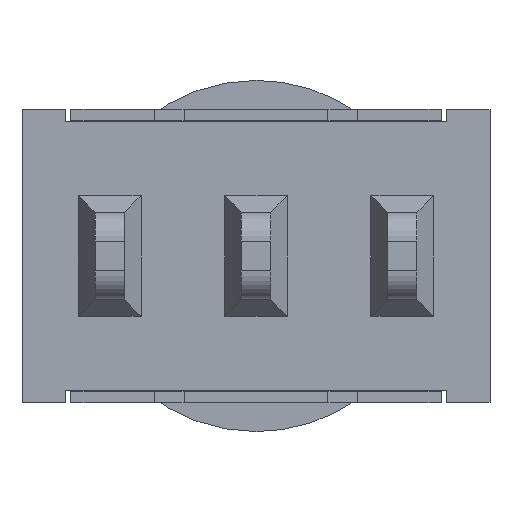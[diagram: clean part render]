
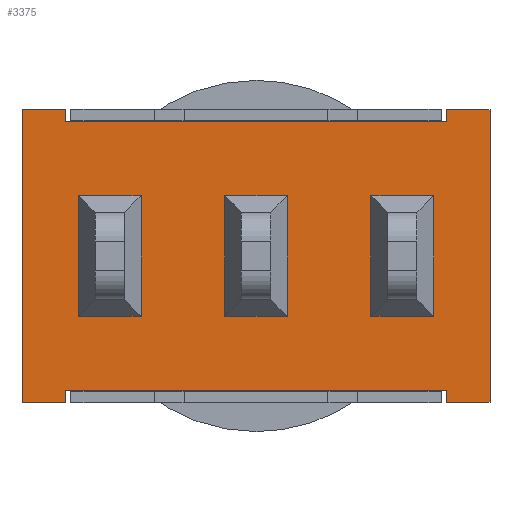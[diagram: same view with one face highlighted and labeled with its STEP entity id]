
A CAD part, front view. The second image highlights one B-rep face of the part: STEP entity #3375.
In plain terms, the highlighted planar face has unit normal (0, -1, 0).
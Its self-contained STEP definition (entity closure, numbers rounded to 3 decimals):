
#40 = ORIENTED_EDGE ( 'NONE', *, *, #888, .F. ) ;
#65 = VECTOR ( 'NONE', #1391, 1000. ) ;
#136 = CARTESIAN_POINT ( 'NONE',  ( 3.315, -8.19, 2.54 ) ) ;
#428 = CARTESIAN_POINT ( 'NONE',  ( 3.315, -8.19, -2.34 ) ) ;
#545 = CARTESIAN_POINT ( 'NONE',  ( -4.065, -8.19, -2.54 ) ) ;
#585 = VECTOR ( 'NONE', #3830, 1000. ) ;
#622 = CARTESIAN_POINT ( 'NONE',  ( 3.315, -8.19, 2.34 ) ) ;
#731 = CARTESIAN_POINT ( 'NONE',  ( -3.315, -8.19, -2.54 ) ) ;
#783 = LINE ( 'NONE', #1739, #2555 ) ;
#842 = LINE ( 'NONE', #1414, #6153 ) ;
#888 = EDGE_CURVE ( 'NONE', #4114, #1185, #2403, .T. ) ;
#890 = CARTESIAN_POINT ( 'NONE',  ( 0., -8.19, 0. ) ) ;
#979 = ORIENTED_EDGE ( 'NONE', *, *, #3750, .F. ) ;
#986 = CARTESIAN_POINT ( 'NONE',  ( -4.065, -8.19, -2.54 ) ) ;
#993 = VECTOR ( 'NONE', #1103, 1000. ) ;
#1047 = CARTESIAN_POINT ( 'NONE',  ( -3.315, -8.19, -2.34 ) ) ;
#1082 = ORIENTED_EDGE ( 'NONE', *, *, #2198, .F. ) ;
#1103 = DIRECTION ( 'NONE',  ( 1., 0., 0. ) ) ;
#1185 = VERTEX_POINT ( 'NONE', #1399 ) ;
#1209 = EDGE_CURVE ( 'NONE', #1273, #3746, #3470, .T. ) ;
#1273 = VERTEX_POINT ( 'NONE', #4599 ) ;
#1318 = CARTESIAN_POINT ( 'NONE',  ( 3.315, -8.19, -2.34 ) ) ;
#1324 = DIRECTION ( 'NONE',  ( 0., 0., -1. ) ) ;
#1377 = VERTEX_POINT ( 'NONE', #4579 ) ;
#1391 = DIRECTION ( 'NONE',  ( -1., 0., 0. ) ) ;
#1399 = CARTESIAN_POINT ( 'NONE',  ( 3.315, -8.19, -2.54 ) ) ;
#1403 = ORIENTED_EDGE ( 'NONE', *, *, #5887, .F. ) ;
#1414 = CARTESIAN_POINT ( 'NONE',  ( 3.315, -8.19, 2.34 ) ) ;
#1506 = CARTESIAN_POINT ( 'NONE',  ( -3.315, -8.19, -2.34 ) ) ;
#1542 = LINE ( 'NONE', #5380, #5546 ) ;
#1739 = CARTESIAN_POINT ( 'NONE',  ( -4.065, -8.19, 2.54 ) ) ;
#1783 = FACE_OUTER_BOUND ( 'NONE', #1910, .T. ) ;
#1910 = EDGE_LOOP ( 'NONE', ( #6018, #4879, #3491, #40, #4634, #4811, #1082, #3572, #3932, #1403, #5910, #979 ) ) ;
#2018 = LINE ( 'NONE', #5878, #3633 ) ;
#2050 = VECTOR ( 'NONE', #5392, 1000. ) ;
#2119 = DIRECTION ( 'NONE',  ( -1., 0., 0. ) ) ;
#2149 = CARTESIAN_POINT ( 'NONE',  ( 3.315, -8.19, -2.34 ) ) ;
#2198 = EDGE_CURVE ( 'NONE', #3746, #2909, #842, .T. ) ;
#2403 = LINE ( 'NONE', #986, #585 ) ;
#2499 = LINE ( 'NONE', #1047, #2050 ) ;
#2531 = LINE ( 'NONE', #4913, #5351 ) ;
#2555 = VECTOR ( 'NONE', #5098, 1000. ) ;
#2603 = EDGE_CURVE ( 'NONE', #5253, #1377, #5844, .T. ) ;
#2632 = VECTOR ( 'NONE', #1324, 1000. ) ;
#2760 = VECTOR ( 'NONE', #3696, 1000. ) ;
#2768 = EDGE_CURVE ( 'NONE', #2909, #3957, #783, .T. ) ;
#2815 = DIRECTION ( 'NONE',  ( 0., 0., 1. ) ) ;
#2831 = EDGE_CURVE ( 'NONE', #5988, #5884, #2851, .T. ) ;
#2832 = PLANE ( 'NONE',  #5145 ) ;
#2851 = LINE ( 'NONE', #428, #65 ) ;
#2909 = VERTEX_POINT ( 'NONE', #136 ) ;
#2921 = CARTESIAN_POINT ( 'NONE',  ( -4.065, -8.19, 2.54 ) ) ;
#3155 = EDGE_CURVE ( 'NONE', #5884, #5606, #2499, .T. ) ;
#3375 = ADVANCED_FACE ( 'NONE', ( #1783 ), #2832, .T. ) ;
#3470 = LINE ( 'NONE', #4374, #993 ) ;
#3491 = ORIENTED_EDGE ( 'NONE', *, *, #4826, .T. ) ;
#3572 = ORIENTED_EDGE ( 'NONE', *, *, #1209, .F. ) ;
#3633 = VECTOR ( 'NONE', #4962, 1000. ) ;
#3696 = DIRECTION ( 'NONE',  ( 0., 0., 1. ) ) ;
#3746 = VERTEX_POINT ( 'NONE', #622 ) ;
#3750 = EDGE_CURVE ( 'NONE', #5606, #5253, #1542, .T. ) ;
#3830 = DIRECTION ( 'NONE',  ( -1., 0., 0. ) ) ;
#3868 = VECTOR ( 'NONE', #5438, 1000. ) ;
#3896 = DIRECTION ( 'NONE',  ( 0., 0., -1. ) ) ;
#3932 = ORIENTED_EDGE ( 'NONE', *, *, #4409, .T. ) ;
#3957 = VERTEX_POINT ( 'NONE', #4253 ) ;
#4114 = VERTEX_POINT ( 'NONE', #4647 ) ;
#4253 = CARTESIAN_POINT ( 'NONE',  ( 4.065, -8.19, 2.54 ) ) ;
#4327 = CARTESIAN_POINT ( 'NONE',  ( -3.315, -8.19, 2.54 ) ) ;
#4374 = CARTESIAN_POINT ( 'NONE',  ( -3.315, -8.19, 2.34 ) ) ;
#4409 = EDGE_CURVE ( 'NONE', #1273, #5088, #5076, .T. ) ;
#4579 = CARTESIAN_POINT ( 'NONE',  ( -4.065, -8.19, 2.54 ) ) ;
#4599 = CARTESIAN_POINT ( 'NONE',  ( -3.315, -8.19, 2.34 ) ) ;
#4634 = ORIENTED_EDGE ( 'NONE', *, *, #5189, .F. ) ;
#4647 = CARTESIAN_POINT ( 'NONE',  ( 4.065, -8.19, -2.54 ) ) ;
#4761 = DIRECTION ( 'NONE',  ( 0., -1., 0. ) ) ;
#4811 = ORIENTED_EDGE ( 'NONE', *, *, #2768, .F. ) ;
#4826 = EDGE_CURVE ( 'NONE', #5988, #1185, #5619, .T. ) ;
#4879 = ORIENTED_EDGE ( 'NONE', *, *, #2831, .F. ) ;
#4913 = CARTESIAN_POINT ( 'NONE',  ( 4.065, -8.19, 2.54 ) ) ;
#4962 = DIRECTION ( 'NONE',  ( 1., 0., 0. ) ) ;
#5076 = LINE ( 'NONE', #6106, #2760 ) ;
#5088 = VERTEX_POINT ( 'NONE', #4327 ) ;
#5098 = DIRECTION ( 'NONE',  ( 1., 0., 0. ) ) ;
#5145 = AXIS2_PLACEMENT_3D ( 'NONE', #890, #4761, #5665 ) ;
#5189 = EDGE_CURVE ( 'NONE', #3957, #4114, #2531, .T. ) ;
#5253 = VERTEX_POINT ( 'NONE', #545 ) ;
#5351 = VECTOR ( 'NONE', #3896, 1000. ) ;
#5380 = CARTESIAN_POINT ( 'NONE',  ( -4.065, -8.19, -2.54 ) ) ;
#5392 = DIRECTION ( 'NONE',  ( 0., 0., -1. ) ) ;
#5438 = DIRECTION ( 'NONE',  ( 0., 0., 1. ) ) ;
#5546 = VECTOR ( 'NONE', #2119, 1000. ) ;
#5606 = VERTEX_POINT ( 'NONE', #731 ) ;
#5619 = LINE ( 'NONE', #2149, #2632 ) ;
#5665 = DIRECTION ( 'NONE',  ( 0., 0., -1. ) ) ;
#5844 = LINE ( 'NONE', #2921, #3868 ) ;
#5878 = CARTESIAN_POINT ( 'NONE',  ( -4.065, -8.19, 2.54 ) ) ;
#5884 = VERTEX_POINT ( 'NONE', #1506 ) ;
#5887 = EDGE_CURVE ( 'NONE', #1377, #5088, #2018, .T. ) ;
#5910 = ORIENTED_EDGE ( 'NONE', *, *, #2603, .F. ) ;
#5988 = VERTEX_POINT ( 'NONE', #1318 ) ;
#6018 = ORIENTED_EDGE ( 'NONE', *, *, #3155, .F. ) ;
#6106 = CARTESIAN_POINT ( 'NONE',  ( -3.315, -8.19, 2.34 ) ) ;
#6153 = VECTOR ( 'NONE', #2815, 1000. ) ;
